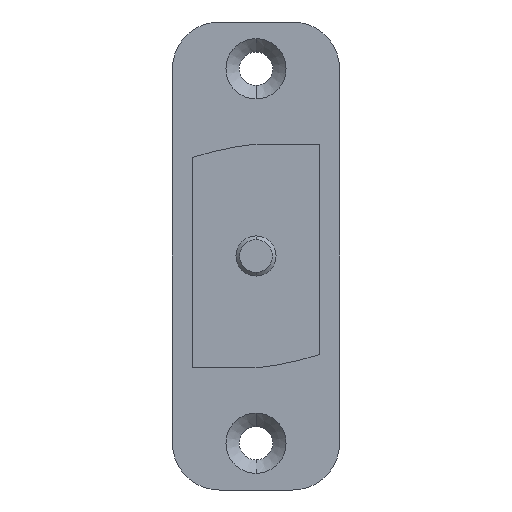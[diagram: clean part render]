
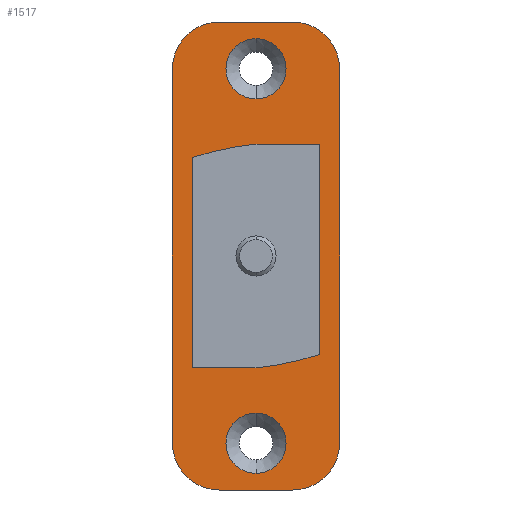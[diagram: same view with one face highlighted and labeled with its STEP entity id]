
A CAD part, front view. The second image highlights one B-rep face of the part: STEP entity #1517.
In plain terms, the highlighted planar face has unit normal (0, -1, 0).
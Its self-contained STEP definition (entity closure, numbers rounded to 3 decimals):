
#13 = DIRECTION ( 'NONE',  ( 0., 0., 1. ) ) ;
#31 = DIRECTION ( 'NONE',  ( 0., -1., 0. ) ) ;
#93 = CIRCLE ( 'NONE', #692, 3.3 ) ;
#106 = CARTESIAN_POINT ( 'NONE',  ( -12.5, 0., 35. ) ) ;
#107 = EDGE_CURVE ( 'NONE', #4241, #2400, #2172, .T. ) ;
#280 = CIRCLE ( 'NONE', #2257, 4.5 ) ;
#336 = EDGE_LOOP ( 'NONE', ( #4090, #4139 ) ) ;
#357 = AXIS2_PLACEMENT_3D ( 'NONE', #1895, #3895, #508 ) ;
#364 = EDGE_CURVE ( 'NONE', #3494, #2400, #3685, .T. ) ;
#392 = CIRCLE ( 'NONE', #357, 7. ) ;
#463 = AXIS2_PLACEMENT_3D ( 'NONE', #2218, #2891, #789 ) ;
#508 = DIRECTION ( 'NONE',  ( 0., 0., 1. ) ) ;
#552 = VERTEX_POINT ( 'NONE', #1527 ) ;
#582 = CARTESIAN_POINT ( 'NONE',  ( 0., 0., -28. ) ) ;
#662 = CARTESIAN_POINT ( 'NONE',  ( -5.5, 0., -28. ) ) ;
#692 = AXIS2_PLACEMENT_3D ( 'NONE', #1591, #2608, #2930 ) ;
#702 = DIRECTION ( 'NONE',  ( 0., 0., 1. ) ) ;
#703 = ORIENTED_EDGE ( 'NONE', *, *, #2225, .T. ) ;
#784 = CARTESIAN_POINT ( 'NONE',  ( -12.5, 0., -35. ) ) ;
#789 = DIRECTION ( 'NONE',  ( 0., 0., 1. ) ) ;
#793 = LINE ( 'NONE', #2662, #4121 ) ;
#796 = ORIENTED_EDGE ( 'NONE', *, *, #107, .T. ) ;
#831 = ORIENTED_EDGE ( 'NONE', *, *, #1620, .F. ) ;
#867 = ORIENTED_EDGE ( 'NONE', *, *, #1984, .T. ) ;
#885 = CARTESIAN_POINT ( 'NONE',  ( -5.5, 0., 35. ) ) ;
#909 = VECTOR ( 'NONE', #2757, 1000. ) ;
#977 = CIRCLE ( 'NONE', #463, 4.5 ) ;
#986 = DIRECTION ( 'NONE',  ( 0., 1., 0. ) ) ;
#1037 = EDGE_LOOP ( 'NONE', ( #1870, #2477, #3101, #796, #1514, #703, #831, #3792 ) ) ;
#1057 = DIRECTION ( 'NONE',  ( 0., 0., 1. ) ) ;
#1121 = EDGE_CURVE ( 'NONE', #2227, #552, #280, .T. ) ;
#1141 = VERTEX_POINT ( 'NONE', #3634 ) ;
#1150 = CARTESIAN_POINT ( 'NONE',  ( 0., 0., -3.3 ) ) ;
#1157 = DIRECTION ( 'NONE',  ( 0., 0., 1. ) ) ;
#1161 = AXIS2_PLACEMENT_3D ( 'NONE', #3756, #31, #702 ) ;
#1187 = CARTESIAN_POINT ( 'NONE',  ( 0., 0., 32.5 ) ) ;
#1239 = EDGE_CURVE ( 'NONE', #3775, #2496, #4124, .T. ) ;
#1268 = CARTESIAN_POINT ( 'NONE',  ( -5.5, 0., -35. ) ) ;
#1303 = EDGE_LOOP ( 'NONE', ( #3469, #2380 ) ) ;
#1315 = FACE_BOUND ( 'NONE', #336, .T. ) ;
#1337 = DIRECTION ( 'NONE',  ( 0., -1., 0. ) ) ;
#1386 = LINE ( 'NONE', #784, #1823 ) ;
#1421 = EDGE_CURVE ( 'NONE', #2496, #3775, #2075, .T. ) ;
#1444 = CARTESIAN_POINT ( 'NONE',  ( 0., 0., 3.3 ) ) ;
#1514 = ORIENTED_EDGE ( 'NONE', *, *, #364, .F. ) ;
#1517 = ADVANCED_FACE ( 'NONE', ( #3208, #1315, #2303, #2243 ), #2203, .F. ) ;
#1527 = CARTESIAN_POINT ( 'NONE',  ( 0., 0., -23.5 ) ) ;
#1591 = CARTESIAN_POINT ( 'NONE',  ( 0., 0., 0. ) ) ;
#1620 = EDGE_CURVE ( 'NONE', #1141, #1655, #793, .T. ) ;
#1655 = VERTEX_POINT ( 'NONE', #4332 ) ;
#1747 = CARTESIAN_POINT ( 'NONE',  ( -12.5, 0., -35. ) ) ;
#1794 = DIRECTION ( 'NONE',  ( 0., 1., 0. ) ) ;
#1798 = AXIS2_PLACEMENT_3D ( 'NONE', #3612, #3937, #2254 ) ;
#1806 = DIRECTION ( 'NONE',  ( 0., 1., 0. ) ) ;
#1823 = VECTOR ( 'NONE', #1157, 1000. ) ;
#1870 = ORIENTED_EDGE ( 'NONE', *, *, #2596, .F. ) ;
#1895 = CARTESIAN_POINT ( 'NONE',  ( -5.5, 0., 28. ) ) ;
#1906 = EDGE_CURVE ( 'NONE', #552, #2227, #977, .T. ) ;
#1949 = VERTEX_POINT ( 'NONE', #1150 ) ;
#1984 = EDGE_CURVE ( 'NONE', #3501, #1949, #93, .T. ) ;
#2028 = CARTESIAN_POINT ( 'NONE',  ( -12.5, 0., 28. ) ) ;
#2034 = ORIENTED_EDGE ( 'NONE', *, *, #3620, .T. ) ;
#2048 = LINE ( 'NONE', #106, #2216 ) ;
#2075 = CIRCLE ( 'NONE', #3170, 4.5 ) ;
#2076 = VERTEX_POINT ( 'NONE', #2574 ) ;
#2172 = CIRCLE ( 'NONE', #2602, 7. ) ;
#2203 = PLANE ( 'NONE',  #3457 ) ;
#2216 = VECTOR ( 'NONE', #3177, 1000. ) ;
#2218 = CARTESIAN_POINT ( 'NONE',  ( 0., 0., -28. ) ) ;
#2225 = EDGE_CURVE ( 'NONE', #3494, #1655, #2816, .T. ) ;
#2227 = VERTEX_POINT ( 'NONE', #2773 ) ;
#2243 = FACE_OUTER_BOUND ( 'NONE', #1037, .T. ) ;
#2254 = DIRECTION ( 'NONE',  ( 0., 0., 1. ) ) ;
#2257 = AXIS2_PLACEMENT_3D ( 'NONE', #582, #3004, #3653 ) ;
#2303 = FACE_BOUND ( 'NONE', #3152, .T. ) ;
#2380 = ORIENTED_EDGE ( 'NONE', *, *, #1421, .T. ) ;
#2400 = VERTEX_POINT ( 'NONE', #1268 ) ;
#2416 = VERTEX_POINT ( 'NONE', #2028 ) ;
#2477 = ORIENTED_EDGE ( 'NONE', *, *, #2740, .T. ) ;
#2496 = VERTEX_POINT ( 'NONE', #1187 ) ;
#2574 = CARTESIAN_POINT ( 'NONE',  ( 5.5, 0., 35. ) ) ;
#2596 = EDGE_CURVE ( 'NONE', #3602, #2076, #2048, .T. ) ;
#2602 = AXIS2_PLACEMENT_3D ( 'NONE', #662, #1337, #4058 ) ;
#2608 = DIRECTION ( 'NONE',  ( 0., 1., 0. ) ) ;
#2661 = EDGE_CURVE ( 'NONE', #1141, #2076, #3327, .T. ) ;
#2662 = CARTESIAN_POINT ( 'NONE',  ( 12.5, 0., -35. ) ) ;
#2674 = DIRECTION ( 'NONE',  ( 0., 0., -1. ) ) ;
#2720 = DIRECTION ( 'NONE',  ( 0., 0., 1. ) ) ;
#2740 = EDGE_CURVE ( 'NONE', #3602, #2416, #392, .T. ) ;
#2757 = DIRECTION ( 'NONE',  ( -1., 0., 0. ) ) ;
#2773 = CARTESIAN_POINT ( 'NONE',  ( 0., 0., -32.5 ) ) ;
#2816 = CIRCLE ( 'NONE', #3437, 7. ) ;
#2891 = DIRECTION ( 'NONE',  ( 0., 1., 0. ) ) ;
#2928 = CARTESIAN_POINT ( 'NONE',  ( 0., 0., 23.5 ) ) ;
#2930 = DIRECTION ( 'NONE',  ( 0., 0., 1. ) ) ;
#3001 = EDGE_CURVE ( 'NONE', #4241, #2416, #1386, .T. ) ;
#3004 = DIRECTION ( 'NONE',  ( 0., 1., 0. ) ) ;
#3069 = CARTESIAN_POINT ( 'NONE',  ( -12.5, 0., -28. ) ) ;
#3101 = ORIENTED_EDGE ( 'NONE', *, *, #3001, .F. ) ;
#3152 = EDGE_LOOP ( 'NONE', ( #867, #2034 ) ) ;
#3165 = CARTESIAN_POINT ( 'NONE',  ( 5.5, 0., -35. ) ) ;
#3170 = AXIS2_PLACEMENT_3D ( 'NONE', #3503, #1794, #1057 ) ;
#3177 = DIRECTION ( 'NONE',  ( 1., 0., 0. ) ) ;
#3208 = FACE_BOUND ( 'NONE', #1303, .T. ) ;
#3327 = CIRCLE ( 'NONE', #1161, 7. ) ;
#3437 = AXIS2_PLACEMENT_3D ( 'NONE', #4062, #4086, #13 ) ;
#3457 = AXIS2_PLACEMENT_3D ( 'NONE', #3862, #1806, #4160 ) ;
#3469 = ORIENTED_EDGE ( 'NONE', *, *, #1239, .T. ) ;
#3494 = VERTEX_POINT ( 'NONE', #3165 ) ;
#3501 = VERTEX_POINT ( 'NONE', #1444 ) ;
#3503 = CARTESIAN_POINT ( 'NONE',  ( 0., 0., 28. ) ) ;
#3602 = VERTEX_POINT ( 'NONE', #885 ) ;
#3612 = CARTESIAN_POINT ( 'NONE',  ( 0., 0., 0. ) ) ;
#3620 = EDGE_CURVE ( 'NONE', #1949, #3501, #4309, .T. ) ;
#3634 = CARTESIAN_POINT ( 'NONE',  ( 12.5, 0., 28. ) ) ;
#3653 = DIRECTION ( 'NONE',  ( 0., 0., 1. ) ) ;
#3685 = LINE ( 'NONE', #1747, #909 ) ;
#3716 = CARTESIAN_POINT ( 'NONE',  ( 0., 0., 28. ) ) ;
#3756 = CARTESIAN_POINT ( 'NONE',  ( 5.5, 0., 28. ) ) ;
#3775 = VERTEX_POINT ( 'NONE', #2928 ) ;
#3792 = ORIENTED_EDGE ( 'NONE', *, *, #2661, .T. ) ;
#3862 = CARTESIAN_POINT ( 'NONE',  ( 0., 0., 0. ) ) ;
#3895 = DIRECTION ( 'NONE',  ( 0., -1., 0. ) ) ;
#3937 = DIRECTION ( 'NONE',  ( 0., 1., 0. ) ) ;
#4058 = DIRECTION ( 'NONE',  ( 0., 0., 1. ) ) ;
#4062 = CARTESIAN_POINT ( 'NONE',  ( 5.5, 0., -28. ) ) ;
#4086 = DIRECTION ( 'NONE',  ( 0., -1., 0. ) ) ;
#4090 = ORIENTED_EDGE ( 'NONE', *, *, #1121, .T. ) ;
#4108 = AXIS2_PLACEMENT_3D ( 'NONE', #3716, #986, #2720 ) ;
#4121 = VECTOR ( 'NONE', #2674, 1000. ) ;
#4124 = CIRCLE ( 'NONE', #4108, 4.5 ) ;
#4139 = ORIENTED_EDGE ( 'NONE', *, *, #1906, .T. ) ;
#4160 = DIRECTION ( 'NONE',  ( 0., 0., 1. ) ) ;
#4241 = VERTEX_POINT ( 'NONE', #3069 ) ;
#4309 = CIRCLE ( 'NONE', #1798, 3.3 ) ;
#4332 = CARTESIAN_POINT ( 'NONE',  ( 12.5, 0., -28. ) ) ;
